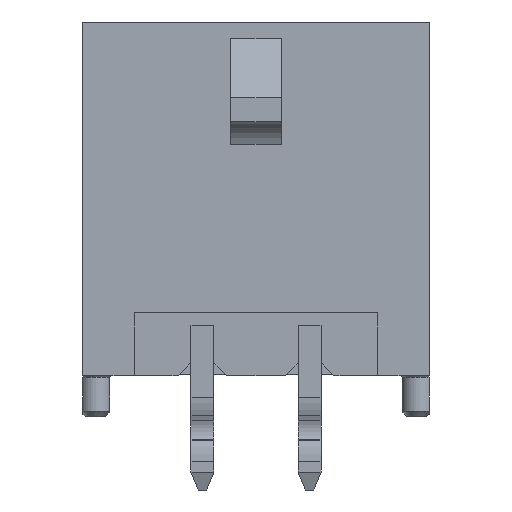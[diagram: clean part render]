
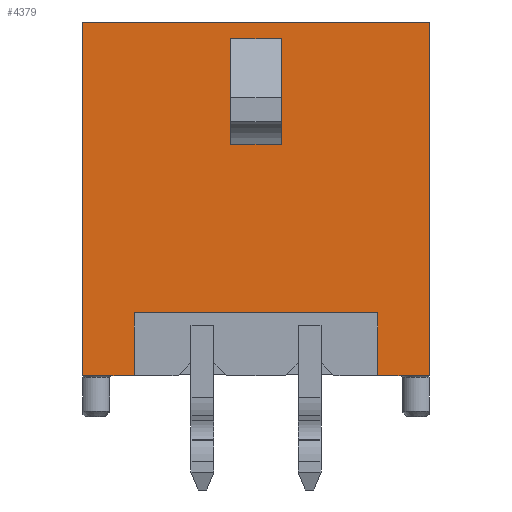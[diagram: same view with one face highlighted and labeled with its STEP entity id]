
A CAD part, left-side view. The second image highlights one B-rep face of the part: STEP entity #4379.
In plain terms, the highlighted planar face has unit normal (-1, 0, 0).
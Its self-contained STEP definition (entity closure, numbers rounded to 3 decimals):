
#638=ORIENTED_EDGE('',*,*,#1793,.T.);
#639=ORIENTED_EDGE('',*,*,#1794,.T.);
#640=ORIENTED_EDGE('',*,*,#1795,.F.);
#641=ORIENTED_EDGE('',*,*,#1796,.F.);
#642=ORIENTED_EDGE('',*,*,#1797,.F.);
#643=ORIENTED_EDGE('',*,*,#1663,.F.);
#644=ORIENTED_EDGE('',*,*,#1779,.T.);
#645=ORIENTED_EDGE('',*,*,#1626,.T.);
#646=ORIENTED_EDGE('',*,*,#1785,.F.);
#647=ORIENTED_EDGE('',*,*,#1528,.F.);
#648=ORIENTED_EDGE('',*,*,#1798,.F.);
#649=ORIENTED_EDGE('',*,*,#1799,.F.);
#1528=EDGE_CURVE('',#2158,#2152,#2595,.T.);
#1626=EDGE_CURVE('',#2240,#2239,#2693,.T.);
#1663=EDGE_CURVE('',#2274,#2275,#2728,.T.);
#1779=EDGE_CURVE('',#2274,#2240,#2842,.T.);
#1785=EDGE_CURVE('',#2152,#2239,#2845,.T.);
#1793=EDGE_CURVE('',#2347,#2348,#2852,.T.);
#1794=EDGE_CURVE('',#2348,#2349,#2853,.T.);
#1795=EDGE_CURVE('',#2350,#2349,#2854,.T.);
#1796=EDGE_CURVE('',#2347,#2350,#2855,.T.);
#1797=EDGE_CURVE('',#2275,#2351,#2856,.T.);
#1798=EDGE_CURVE('',#2352,#2158,#2857,.T.);
#1799=EDGE_CURVE('',#2351,#2352,#2858,.T.);
#2152=VERTEX_POINT('',#6161);
#2158=VERTEX_POINT('',#6173);
#2239=VERTEX_POINT('',#6366);
#2240=VERTEX_POINT('',#6368);
#2274=VERTEX_POINT('',#6440);
#2275=VERTEX_POINT('',#6442);
#2347=VERTEX_POINT('',#6700);
#2348=VERTEX_POINT('',#6701);
#2349=VERTEX_POINT('',#6703);
#2350=VERTEX_POINT('',#6705);
#2351=VERTEX_POINT('',#6708);
#2352=VERTEX_POINT('',#6710);
#2595=LINE('',#6174,#3195);
#2693=LINE('',#6367,#3293);
#2728=LINE('',#6441,#3328);
#2842=LINE('',#6663,#3442);
#2845=LINE('',#6684,#3445);
#2852=LINE('',#6699,#3452);
#2853=LINE('',#6702,#3453);
#2854=LINE('',#6704,#3454);
#2855=LINE('',#6706,#3455);
#2856=LINE('',#6707,#3456);
#2857=LINE('',#6709,#3457);
#2858=LINE('',#6711,#3458);
#3195=VECTOR('',#4974,1000.);
#3293=VECTOR('',#5100,1000.);
#3328=VECTOR('',#5143,1000.);
#3442=VECTOR('',#5321,1000.);
#3445=VECTOR('',#5326,1000.);
#3452=VECTOR('',#5339,1000.);
#3453=VECTOR('',#5340,1000.);
#3454=VECTOR('',#5341,1000.);
#3455=VECTOR('',#5342,1000.);
#3456=VECTOR('',#5343,1000.);
#3457=VECTOR('',#5344,1000.);
#3458=VECTOR('',#5345,1000.);
#3734=EDGE_LOOP('',(#638,#639,#640,#641));
#3735=EDGE_LOOP('',(#642,#643,#644,#645,#646,#647,#648,#649));
#3961=FACE_BOUND('',#3734,.T.);
#3962=FACE_BOUND('',#3735,.T.);
#4182=PLANE('',#4624);
#4379=ADVANCED_FACE('',(#3961,#3962),#4182,.T.);
#4624=AXIS2_PLACEMENT_3D('',#6698,#5337,#5338);
#4974=DIRECTION('',(0.,1.,0.));
#5100=DIRECTION('',(0.,1.,0.));
#5143=DIRECTION('',(0.,1.,0.));
#5321=DIRECTION('',(0.,0.,1.));
#5326=DIRECTION('',(0.,0.,1.));
#5337=DIRECTION('',(-1.,0.,0.));
#5338=DIRECTION('',(0.,0.,1.));
#5339=DIRECTION('',(0.,0.,1.));
#5340=DIRECTION('',(0.,-1.,0.));
#5341=DIRECTION('',(0.,0.,1.));
#5342=DIRECTION('',(0.,-1.,0.));
#5343=DIRECTION('',(0.,0.,1.));
#5344=DIRECTION('',(0.,0.,-1.));
#5345=DIRECTION('',(0.,1.,0.));
#6161=CARTESIAN_POINT('',(-3.43,4.85,-4.95));
#6173=CARTESIAN_POINT('',(-3.43,3.41,-4.95));
#6174=CARTESIAN_POINT('',(-3.43,-4.85,-4.95));
#6366=CARTESIAN_POINT('',(-3.43,4.85,4.95));
#6367=CARTESIAN_POINT('',(-3.43,-4.85,4.95));
#6368=CARTESIAN_POINT('',(-3.43,-4.85,4.95));
#6440=CARTESIAN_POINT('',(-3.43,-4.85,-4.95));
#6441=CARTESIAN_POINT('',(-3.43,-4.85,-4.95));
#6442=CARTESIAN_POINT('',(-3.43,-3.41,-4.95));
#6663=CARTESIAN_POINT('',(-3.43,-4.85,-4.95));
#6684=CARTESIAN_POINT('',(-3.43,4.85,-4.95));
#6698=CARTESIAN_POINT('',(-3.43,-4.85,-4.95));
#6699=CARTESIAN_POINT('',(-3.43,0.7,1.53));
#6700=CARTESIAN_POINT('',(-3.43,0.7,1.53));
#6701=CARTESIAN_POINT('',(-3.43,0.7,4.485));
#6702=CARTESIAN_POINT('',(-3.43,0.7,4.485));
#6703=CARTESIAN_POINT('',(-3.43,-0.7,4.485));
#6704=CARTESIAN_POINT('',(-3.43,-0.7,1.53));
#6705=CARTESIAN_POINT('',(-3.43,-0.7,1.53));
#6706=CARTESIAN_POINT('',(-3.43,0.7,1.53));
#6707=CARTESIAN_POINT('',(-3.43,-3.41,-4.95));
#6708=CARTESIAN_POINT('',(-3.43,-3.41,-3.19));
#6709=CARTESIAN_POINT('',(-3.43,3.41,-3.19));
#6710=CARTESIAN_POINT('',(-3.43,3.41,-3.19));
#6711=CARTESIAN_POINT('',(-3.43,-3.41,-3.19));
